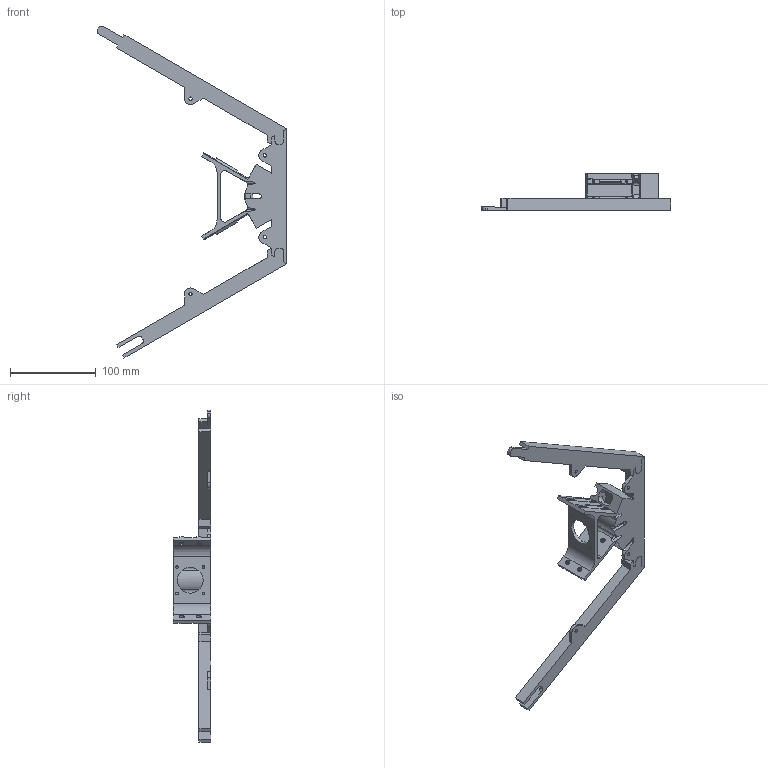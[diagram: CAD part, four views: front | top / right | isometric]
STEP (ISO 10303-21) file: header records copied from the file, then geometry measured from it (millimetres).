
FILE_DESCRIPTION (( 'STEP AP203' ), '1' );
FILE_NAME ('vertex.step', '2016-02-29T21:25:44', ( '' ), ( '' ), 'SwSTEP 2.0', 'SolidWorks 2015', '' );
FILE_SCHEMA (( 'CONFIG_CONTROL_DESIGN' ));
Length unit declared in the file: millimetre
Products named in the file (1): vertex
Bounding box: 222.11 x 44 x 388.24 mm (x, y, z)
Volume: 185049.3 mm3; surface area: 86823.7 mm2
Topology: 3 solids, 3 shells, 349 faces, 968 edges, 636 vertices
Faces by surface type: plane 200, cylinder 146, bspline 2, cone 1
Entity records: 11356 total; most frequent: CARTESIAN_POINT 2174, ORIENTED_EDGE 1936, DIRECTION 1863, EDGE_CURVE 968, LINE 661, VECTOR 661, VERTEX_POINT 636, AXIS2_PLACEMENT_3D 601
